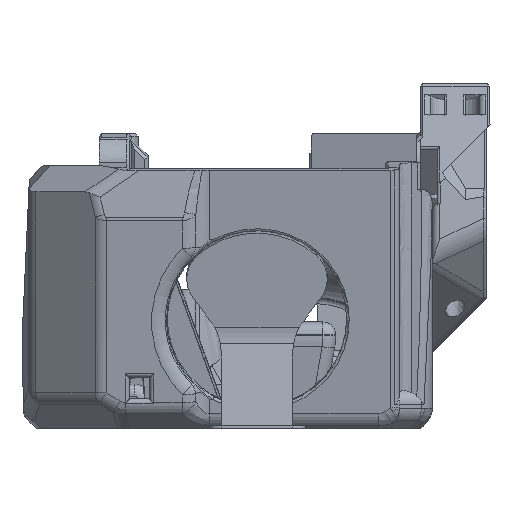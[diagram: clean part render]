
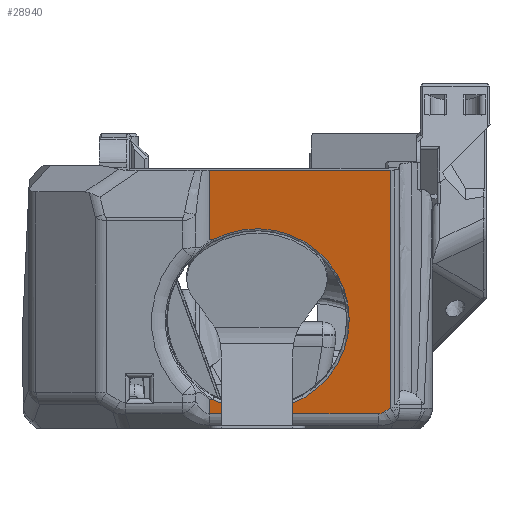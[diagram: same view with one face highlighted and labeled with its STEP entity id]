
A CAD part, left-side view. The second image highlights one B-rep face of the part: STEP entity #28940.
In plain terms, the highlighted planar face has unit normal (-0.985, 0, -0.174).
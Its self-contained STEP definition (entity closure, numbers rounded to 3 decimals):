
#668=B_SPLINE_CURVE_WITH_KNOTS('',3,(#45105,#45106,#45107,#45108),
 .UNSPECIFIED.,.F.,.F.,(4,4),(0.,0.382),.UNSPECIFIED.);
#677=B_SPLINE_CURVE_WITH_KNOTS('',3,(#45368,#45369,#45370,#45371),
 .UNSPECIFIED.,.F.,.F.,(4,4),(0.618,1.),.UNSPECIFIED.);
#1294=CIRCLE('',#30552,14.4);
#2506=ELLIPSE('',#31019,3.203,2.);
#5178=ORIENTED_EDGE('',*,*,#13088,.F.);
#5179=ORIENTED_EDGE('',*,*,#12330,.T.);
#5180=ORIENTED_EDGE('',*,*,#13205,.T.);
#5181=ORIENTED_EDGE('',*,*,#13206,.F.);
#5182=ORIENTED_EDGE('',*,*,#13207,.T.);
#5183=ORIENTED_EDGE('',*,*,#13208,.T.);
#5184=ORIENTED_EDGE('',*,*,#13209,.F.);
#5185=ORIENTED_EDGE('',*,*,#13210,.T.);
#5186=ORIENTED_EDGE('',*,*,#12894,.F.);
#5187=ORIENTED_EDGE('',*,*,#12904,.F.);
#12330=EDGE_CURVE('',#16651,#16650,#1294,.T.);
#12894=EDGE_CURVE('',#17024,#17025,#19732,.T.);
#12904=EDGE_CURVE('',#17031,#17024,#19736,.T.);
#13088=EDGE_CURVE('',#16651,#17031,#668,.F.);
#13205=EDGE_CURVE('',#16650,#17266,#677,.T.);
#13206=EDGE_CURVE('',#17267,#17266,#19929,.T.);
#13207=EDGE_CURVE('',#17267,#17268,#19930,.T.);
#13208=EDGE_CURVE('',#17268,#17269,#2506,.T.);
#13209=EDGE_CURVE('',#17270,#17269,#19931,.T.);
#13210=EDGE_CURVE('',#17270,#17025,#19932,.T.);
#16650=VERTEX_POINT('',#42183);
#16651=VERTEX_POINT('',#42185);
#17024=VERTEX_POINT('',#44597);
#17025=VERTEX_POINT('',#44599);
#17031=VERTEX_POINT('',#44629);
#17266=VERTEX_POINT('',#45372);
#17267=VERTEX_POINT('',#45374);
#17268=VERTEX_POINT('',#45376);
#17269=VERTEX_POINT('',#45378);
#17270=VERTEX_POINT('',#45380);
#19732=LINE('',#44598,#22203);
#19736=LINE('',#44630,#22207);
#19929=LINE('',#45373,#22400);
#19930=LINE('',#45375,#22401);
#19931=LINE('',#45379,#22402);
#19932=LINE('',#45381,#22403);
#22203=VECTOR('',#34753,1000.);
#22207=VECTOR('',#34769,1000.);
#22400=VECTOR('',#35232,1000.);
#22401=VECTOR('',#35233,1000.);
#22402=VECTOR('',#35236,1000.);
#22403=VECTOR('',#35237,1000.);
#24477=EDGE_LOOP('',(#5178,#5179,#5180,#5181,#5182,#5183,#5184,#5185,#5186,
#5187));
#26298=FACE_BOUND('',#24477,.T.);
#27898=PLANE('',#31018);
#28940=ADVANCED_FACE('',(#26298),#27898,.F.);
#30552=AXIS2_PLACEMENT_3D('',#42184,#33859,#33860);
#31018=AXIS2_PLACEMENT_3D('',#45367,#35230,#35231);
#31019=AXIS2_PLACEMENT_3D('',#45377,#35234,#35235);
#33859=DIRECTION('',(0.985,0.,0.174));
#33860=DIRECTION('',(0.174,0.,-0.985));
#34753=DIRECTION('',(0.,-1.,0.));
#34769=DIRECTION('',(-0.174,0.,0.985));
#35230=DIRECTION('',(0.985,0.,0.174));
#35231=DIRECTION('',(-0.174,0.,0.985));
#35232=DIRECTION('',(-0.174,0.,0.985));
#35233=DIRECTION('',(0.,-1.,0.));
#35234=DIRECTION('',(-0.985,0.,-0.174));
#35235=DIRECTION('',(-0.165,-0.304,0.938));
#35236=DIRECTION('',(0.097,0.829,-0.551));
#35237=DIRECTION('',(-0.174,0.,0.985));
#42183=CARTESIAN_POINT('',(-28.264,11.767,4.533));
#42184=CARTESIAN_POINT('',(-30.458,4.853,16.973));
#42185=CARTESIAN_POINT('',(-32.651,11.767,29.413));
#44597=CARTESIAN_POINT('',(-34.572,12.27,40.304));
#44598=CARTESIAN_POINT('',(-34.572,24.853,40.304));
#44599=CARTESIAN_POINT('',(-34.572,-16.002,40.304));
#44629=CARTESIAN_POINT('',(-32.66,12.27,29.463));
#44630=CARTESIAN_POINT('',(-31.185,12.27,21.099));
#45105=CARTESIAN_POINT('',(-32.66,12.27,29.463));
#45106=CARTESIAN_POINT('',(-32.657,12.102,29.442));
#45107=CARTESIAN_POINT('',(-32.654,11.935,29.425));
#45108=CARTESIAN_POINT('',(-32.651,11.767,29.413));
#45367=CARTESIAN_POINT('',(-31.185,24.853,21.099));
#45368=CARTESIAN_POINT('',(-28.264,11.767,4.533));
#45369=CARTESIAN_POINT('',(-28.262,11.935,4.52));
#45370=CARTESIAN_POINT('',(-28.259,12.102,4.503));
#45371=CARTESIAN_POINT('',(-28.255,12.27,4.482));
#45372=CARTESIAN_POINT('',(-28.255,12.27,4.482));
#45373=CARTESIAN_POINT('',(-31.185,12.27,21.099));
#45374=CARTESIAN_POINT('',(-27.864,12.27,2.262));
#45375=CARTESIAN_POINT('',(-27.864,-14.655,2.262));
#45376=CARTESIAN_POINT('',(-27.864,-14.07,2.262));
#45377=CARTESIAN_POINT('',(-28.404,-14.652,5.326));
#45378=CARTESIAN_POINT('',(-27.923,-15.07,2.597));
#45379=CARTESIAN_POINT('',(-27.821,-14.199,2.018));
#45380=CARTESIAN_POINT('',(-28.032,-16.002,3.216));
#45381=CARTESIAN_POINT('',(-7.663,-16.002,-112.301));
